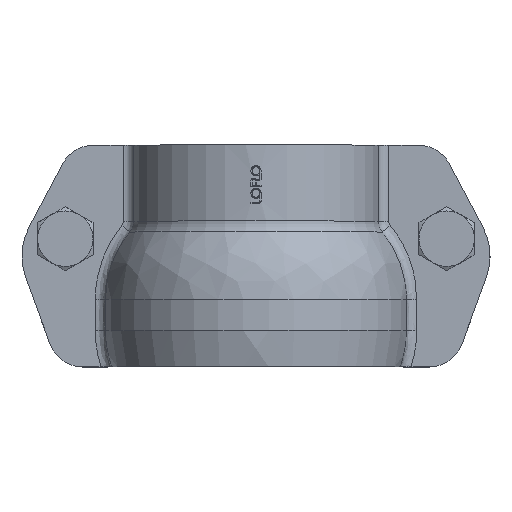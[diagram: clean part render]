
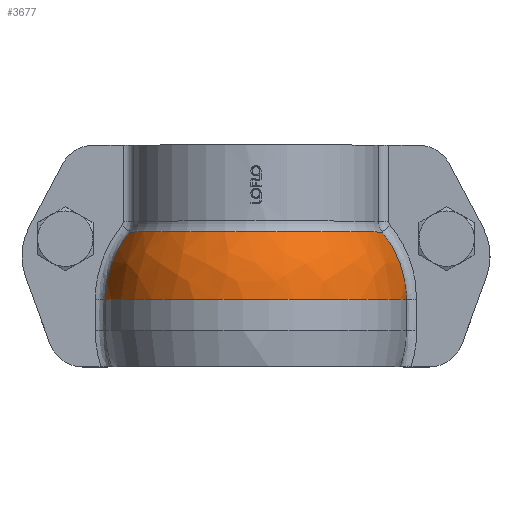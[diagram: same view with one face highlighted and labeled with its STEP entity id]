
A CAD part, top view. The second image highlights one B-rep face of the part: STEP entity #3677.
In plain terms, the highlighted free-form (B-spline) face has degree [2, 2] with [3, 5] control points.
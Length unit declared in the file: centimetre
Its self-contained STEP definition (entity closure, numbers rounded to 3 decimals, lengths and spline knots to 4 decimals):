
#118=(
BOUNDED_SURFACE()
B_SPLINE_SURFACE(2,2,((#7227,#7228,#7229,#7230,#7231),(#7232,#7233,#7234,
#7235,#7236),(#7237,#7238,#7239,#7240,#7241)),.UNSPECIFIED.,.F.,.F.,.F.)
B_SPLINE_SURFACE_WITH_KNOTS((3,3),(3,2,3),(-0.6807,0.),
(-1.4364,0.,1.4364),.UNSPECIFIED.)
GEOMETRIC_REPRESENTATION_ITEM()
RATIONAL_B_SPLINE_SURFACE(((1.,0.753,1.,0.753,1.),
(0.943,0.71,0.943,0.71,
0.943),(1.,0.753,1.,0.753,1.)))
REPRESENTATION_ITEM('')
SURFACE()
);
#340=B_SPLINE_CURVE_WITH_KNOTS('',3,(#7021,#7022,#7023,#7024,#7025,#7026),
 .UNSPECIFIED.,.F.,.F.,(4,1,1,4),(0.,6.603,13.2059,23.1103),
 .UNSPECIFIED.);
#346=B_SPLINE_CURVE_WITH_KNOTS('',3,(#7179,#7180,#7181,#7182,#7183,#7184),
 .UNSPECIFIED.,.F.,.F.,(4,1,1,4),(0.,9.9044,16.5074,
23.1103),.UNSPECIFIED.);
#507=FACE_OUTER_BOUND('',#741,.T.);
#741=EDGE_LOOP('',(#2827,#2828,#2829,#2830));
#1373=CIRCLE('',#3948,36.8831);
#1374=CIRCLE('',#3949,43.7689);
#1630=VERTEX_POINT('',#6964);
#1632=VERTEX_POINT('',#7019);
#1636=VERTEX_POINT('',#7121);
#1638=VERTEX_POINT('',#7177);
#2058=EDGE_CURVE('',#1632,#1630,#340,.T.);
#2070=EDGE_CURVE('',#1638,#1636,#346,.T.);
#2076=EDGE_CURVE('',#1636,#1632,#1373,.T.);
#2077=EDGE_CURVE('',#1638,#1630,#1374,.T.);
#2827=ORIENTED_EDGE('',*,*,#2058,.F.);
#2828=ORIENTED_EDGE('',*,*,#2076,.F.);
#2829=ORIENTED_EDGE('',*,*,#2070,.F.);
#2830=ORIENTED_EDGE('',*,*,#2077,.T.);
#3677=ADVANCED_FACE('',(#507),#118,.T.);
#3948=AXIS2_PLACEMENT_3D('',#7242,#4511,#4512);
#3949=AXIS2_PLACEMENT_3D('',#7243,#4513,#4514);
#4511=DIRECTION('center_axis',(0.,1.,0.));
#4512=DIRECTION('ref_axis',(-1.,0.,0.));
#4513=DIRECTION('center_axis',(0.,1.,0.));
#4514=DIRECTION('ref_axis',(-1.,0.,0.));
#6964=CARTESIAN_POINT('',(43.3739,29.4762,10.0979));
#7019=CARTESIAN_POINT('',(36.4087,48.9217,10.1273));
#7021=CARTESIAN_POINT('Ctrl Pts',(36.4087,48.9217,10.1273));
#7022=CARTESIAN_POINT('Ctrl Pts',(37.6821,47.3706,10.1209));
#7023=CARTESIAN_POINT('Ctrl Pts',(39.9237,44.0183,10.1109));
#7024=CARTESIAN_POINT('Ctrl Pts',(42.6286,37.5007,10.1004));
#7025=CARTESIAN_POINT('Ctrl Pts',(43.3739,32.4855,10.0979));
#7026=CARTESIAN_POINT('Ctrl Pts',(43.3739,29.4762,10.0979));
#7121=CARTESIAN_POINT('',(-36.4087,48.9217,10.1273));
#7177=CARTESIAN_POINT('',(-43.3739,29.4762,10.0979));
#7179=CARTESIAN_POINT('Ctrl Pts',(-43.3739,29.4762,10.0979));
#7180=CARTESIAN_POINT('Ctrl Pts',(-43.3739,32.4855,10.0979));
#7181=CARTESIAN_POINT('Ctrl Pts',(-42.6284,37.5007,10.1004));
#7182=CARTESIAN_POINT('Ctrl Pts',(-39.9237,44.0183,10.1109));
#7183=CARTESIAN_POINT('Ctrl Pts',(-37.6821,47.3706,10.1209));
#7184=CARTESIAN_POINT('Ctrl Pts',(-36.4087,48.9217,10.1273));
#7227=CARTESIAN_POINT('Ctrl Pts',(-36.5502,48.9217,9.1749));
#7228=CARTESIAN_POINT('Ctrl Pts',(-32.2301,48.9217,41.1142));
#7229=CARTESIAN_POINT('Ctrl Pts',(0.,48.9217,
41.1142));
#7230=CARTESIAN_POINT('Ctrl Pts',(32.2301,48.9217,41.1142));
#7231=CARTESIAN_POINT('Ctrl Pts',(36.5502,48.9217,9.1749));
#7232=CARTESIAN_POINT('Ctrl Pts',(-43.3739,40.4181,10.0979));
#7233=CARTESIAN_POINT('Ctrl Pts',(-38.2473,40.4181,48.));
#7234=CARTESIAN_POINT('Ctrl Pts',(0.,40.4181,
48.));
#7235=CARTESIAN_POINT('Ctrl Pts',(38.2473,40.4181,48.));
#7236=CARTESIAN_POINT('Ctrl Pts',(43.3739,40.4181,10.0979));
#7237=CARTESIAN_POINT('Ctrl Pts',(-43.3739,29.4762,10.0979));
#7238=CARTESIAN_POINT('Ctrl Pts',(-38.2473,29.4762,48.));
#7239=CARTESIAN_POINT('Ctrl Pts',(0.,29.4762,
48.));
#7240=CARTESIAN_POINT('Ctrl Pts',(38.2473,29.4762,48.));
#7241=CARTESIAN_POINT('Ctrl Pts',(43.3739,29.4762,10.0979));
#7242=CARTESIAN_POINT('Origin',(0.,48.9217,4.2311));
#7243=CARTESIAN_POINT('Origin',(0.,29.4762,4.2311));
